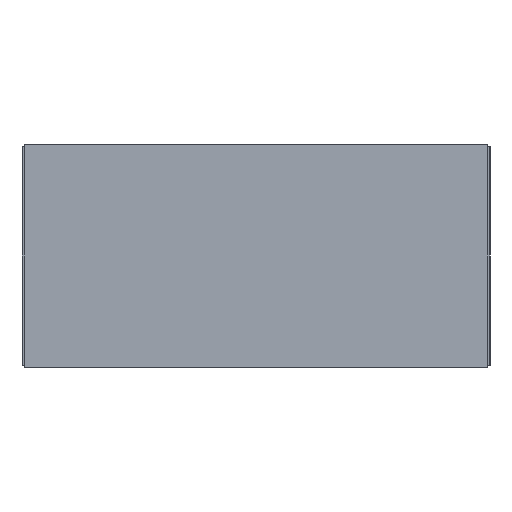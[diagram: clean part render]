
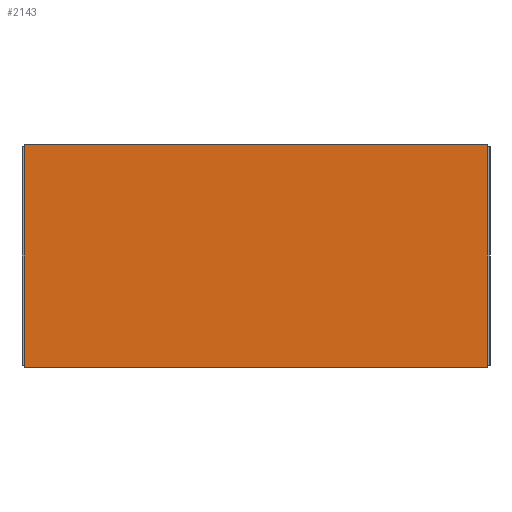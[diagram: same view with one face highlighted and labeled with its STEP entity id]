
A CAD part, left-side view. The second image highlights one B-rep face of the part: STEP entity #2143.
In plain terms, the highlighted planar face has unit normal (-1, 0, 0).
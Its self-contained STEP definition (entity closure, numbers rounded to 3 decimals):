
#16 = CARTESIAN_POINT ( 'NONE',  ( 7.823, -8.612, 1.6 ) ) ;
#241 = DIRECTION ( 'NONE',  ( 0., 0., 1. ) ) ;
#271 = DIRECTION ( 'NONE',  ( -1., 0., 0. ) ) ;
#468 = CARTESIAN_POINT ( 'NONE',  ( 7.823, -8.612, 2.6 ) ) ;
#481 = CARTESIAN_POINT ( 'NONE',  ( 7.823, -10.692, 1.6 ) ) ;
#694 = VERTEX_POINT ( 'NONE', #3385 ) ;
#870 = EDGE_CURVE ( 'NONE', #3118, #2501, #3283, .T. ) ;
#955 = LINE ( 'NONE', #16, #3090 ) ;
#1022 = LINE ( 'NONE', #468, #5317 ) ;
#1276 = DIRECTION ( 'NONE',  ( 0., 0., 1. ) ) ;
#1284 = ORIENTED_EDGE ( 'NONE', *, *, #3861, .F. ) ;
#1292 = VERTEX_POINT ( 'NONE', #5341 ) ;
#2027 = EDGE_CURVE ( 'NONE', #1292, #2501, #1022, .T. ) ;
#2143 = ADVANCED_FACE ( 'NONE', ( #4992 ), #3489, .T. ) ;
#2501 = VERTEX_POINT ( 'NONE', #4900 ) ;
#2543 = VECTOR ( 'NONE', #2851, 1000. ) ;
#2779 = CARTESIAN_POINT ( 'NONE',  ( 7.823, -8.612, 1.6 ) ) ;
#2851 = DIRECTION ( 'NONE',  ( 0., 0., 1. ) ) ;
#2930 = AXIS2_PLACEMENT_3D ( 'NONE', #3517, #271, #241 ) ;
#3090 = VECTOR ( 'NONE', #3729, 1000. ) ;
#3118 = VERTEX_POINT ( 'NONE', #3737 ) ;
#3283 = LINE ( 'NONE', #481, #2543 ) ;
#3385 = CARTESIAN_POINT ( 'NONE',  ( 7.823, -8.612, 1.6 ) ) ;
#3390 = EDGE_LOOP ( 'NONE', ( #4988, #4597, #1284, #6058 ) ) ;
#3489 = PLANE ( 'NONE',  #2930 ) ;
#3517 = CARTESIAN_POINT ( 'NONE',  ( 7.823, -8.612, 1.6 ) ) ;
#3729 = DIRECTION ( 'NONE',  ( 0., -1., 0. ) ) ;
#3737 = CARTESIAN_POINT ( 'NONE',  ( 7.823, -10.692, 1.6 ) ) ;
#3861 = EDGE_CURVE ( 'NONE', #694, #1292, #4139, .T. ) ;
#4139 = LINE ( 'NONE', #2779, #5245 ) ;
#4597 = ORIENTED_EDGE ( 'NONE', *, *, #2027, .F. ) ;
#4836 = DIRECTION ( 'NONE',  ( 0., -1., 0. ) ) ;
#4900 = CARTESIAN_POINT ( 'NONE',  ( 7.823, -10.692, 2.6 ) ) ;
#4988 = ORIENTED_EDGE ( 'NONE', *, *, #870, .T. ) ;
#4992 = FACE_OUTER_BOUND ( 'NONE', #3390, .T. ) ;
#5245 = VECTOR ( 'NONE', #1276, 1000. ) ;
#5317 = VECTOR ( 'NONE', #4836, 1000. ) ;
#5341 = CARTESIAN_POINT ( 'NONE',  ( 7.823, -8.612, 2.6 ) ) ;
#5389 = EDGE_CURVE ( 'NONE', #694, #3118, #955, .T. ) ;
#6058 = ORIENTED_EDGE ( 'NONE', *, *, #5389, .T. ) ;
